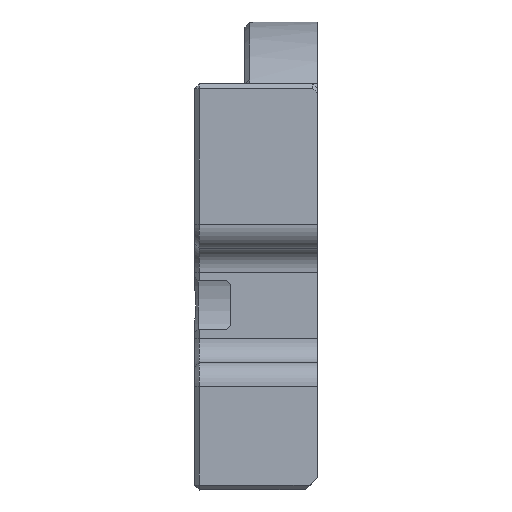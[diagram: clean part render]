
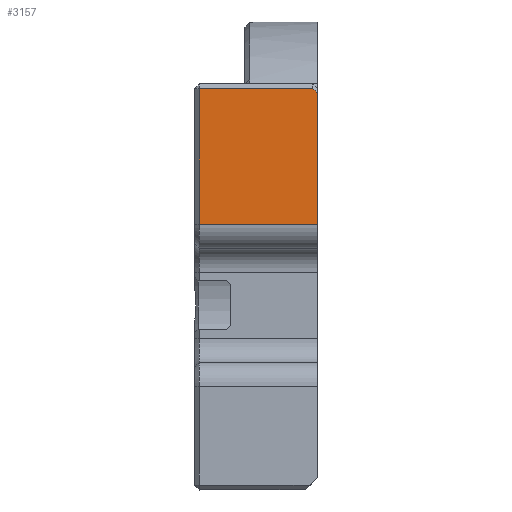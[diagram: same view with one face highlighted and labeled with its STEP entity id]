
A CAD part, left-side view. The second image highlights one B-rep face of the part: STEP entity #3157.
In plain terms, the highlighted planar face has unit normal (-1, 0, 0).
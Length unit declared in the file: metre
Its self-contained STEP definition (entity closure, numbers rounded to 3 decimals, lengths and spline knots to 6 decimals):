
#977=ORIENTED_EDGE('',*,*,#1484,.T.);
#978=ORIENTED_EDGE('',*,*,#1485,.T.);
#979=ORIENTED_EDGE('',*,*,#1367,.T.);
#980=ORIENTED_EDGE('',*,*,#1261,.F.);
#981=ORIENTED_EDGE('',*,*,#1302,.T.);
#1261=EDGE_CURVE('',#1651,#1652,#1934,.T.);
#1302=EDGE_CURVE('',#1651,#1684,#1963,.T.);
#1367=EDGE_CURVE('',#1732,#1652,#2002,.T.);
#1484=EDGE_CURVE('',#1684,#1783,#2093,.T.);
#1485=EDGE_CURVE('',#1783,#1732,#2094,.T.);
#1651=VERTEX_POINT('',#4787);
#1652=VERTEX_POINT('',#4788);
#1684=VERTEX_POINT('',#4877);
#1732=VERTEX_POINT('',#5009);
#1783=VERTEX_POINT('',#5246);
#1934=LINE('',#4786,#2254);
#1963=LINE('',#4878,#2283);
#2002=LINE('',#5008,#2322);
#2093=LINE('',#5245,#2413);
#2094=LINE('',#5247,#2414);
#2254=VECTOR('',#3819,1.);
#2283=VECTOR('',#3906,1.);
#2322=VECTOR('',#4033,1.);
#2413=VECTOR('',#4306,1.);
#2414=VECTOR('',#4307,1.);
#2633=EDGE_LOOP('',(#977,#978,#979,#980,#981));
#2854=FACE_BOUND('',#2633,.T.);
#2984=PLANE('',#3453);
#3157=ADVANCED_FACE('',(#2854),#2984,.T.);
#3453=AXIS2_PLACEMENT_3D('',#5244,#4304,#4305);
#3819=DIRECTION('',(0.,-0.707,-0.707));
#3906=DIRECTION('',(0.,1.,0.));
#4033=DIRECTION('',(0.,0.,1.));
#4304=DIRECTION('',(-1.,0.,0.));
#4305=DIRECTION('',(0.,0.,-1.));
#4306=DIRECTION('',(0.,0.,-1.));
#4307=DIRECTION('',(0.,-1.,0.));
#4786=CARTESIAN_POINT('',(-0.010455,-0.22865,0.0154));
#4787=CARTESIAN_POINT('',(-0.010455,-0.23165,0.0124));
#4788=CARTESIAN_POINT('',(-0.010455,-0.23205,0.012));
#4877=CARTESIAN_POINT('',(-0.010455,-0.22245,0.0124));
#4878=CARTESIAN_POINT('',(-0.010455,-0.22605,0.0124));
#5008=CARTESIAN_POINT('',(-0.010455,-0.23205,-0.001125));
#5009=CARTESIAN_POINT('',(-0.010455,-0.23205,0.001349));
#5244=CARTESIAN_POINT('',(-0.010455,-0.22605,0.0128));
#5245=CARTESIAN_POINT('',(-0.010455,-0.22245,0.005838));
#5246=CARTESIAN_POINT('',(-0.010455,-0.22245,0.001349));
#5247=CARTESIAN_POINT('',(-0.010455,-0.22205,0.001349));
